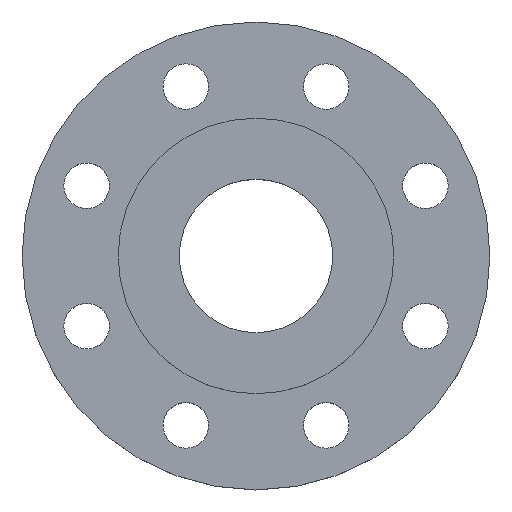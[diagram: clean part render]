
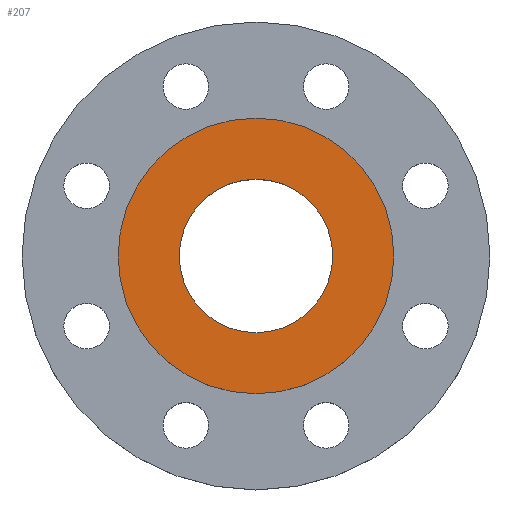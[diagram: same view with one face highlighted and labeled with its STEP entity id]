
A CAD part, top view. The second image highlights one B-rep face of the part: STEP entity #207.
In plain terms, the highlighted planar face has unit normal (0, 0, 1).
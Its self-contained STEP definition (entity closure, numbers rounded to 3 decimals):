
#1 = EDGE_CURVE ( 'NONE', #837, #643, #898, .T. ) ;
#32 = FACE_BOUND ( 'NONE', #682, .T. ) ;
#138 = CIRCLE ( 'NONE', #149, 54.5 ) ;
#149 = AXIS2_PLACEMENT_3D ( 'NONE', #988, #989, #990 ) ;
#156 = EDGE_CURVE ( 'NONE', #643, #837, #138, .T. ) ;
#165 = EDGE_CURVE ( 'NONE', #830, #760, #171, .T. ) ;
#171 = CIRCLE ( 'NONE', #172, 30.335 ) ;
#172 = AXIS2_PLACEMENT_3D ( 'NONE', #996, #997, #998 ) ;
#187 = CARTESIAN_POINT ( 'NONE',  ( 54.5, 0., 0. ) ) ;
#193 = CARTESIAN_POINT ( 'NONE',  ( -30.335, 0., 0. ) ) ;
#207 = ADVANCED_FACE ( 'NONE', ( #32, #335 ), #544, .T. ) ;
#240 = CARTESIAN_POINT ( 'NONE',  ( 0., 0., 0. ) ) ;
#262 = CARTESIAN_POINT ( 'NONE',  ( 30.335, 0., 0. ) ) ;
#267 = DIRECTION ( 'NONE',  ( 1., 0., 0. ) ) ;
#284 = DIRECTION ( 'NONE',  ( 1., 0., 0. ) ) ;
#286 = DIRECTION ( 'NONE',  ( 0., 0., 1. ) ) ;
#287 = CARTESIAN_POINT ( 'NONE',  ( 0., 0., 0. ) ) ;
#331 = CARTESIAN_POINT ( 'NONE',  ( -54.5, 0., 0. ) ) ;
#335 = FACE_OUTER_BOUND ( 'NONE', #851, .T. ) ;
#362 = CIRCLE ( 'NONE', #372, 30.335 ) ;
#372 = AXIS2_PLACEMENT_3D ( 'NONE', #287, #286, #284 ) ;
#386 = DIRECTION ( 'NONE',  ( 0., 0., 1. ) ) ;
#544 = PLANE ( 'NONE',  #638 ) ;
#638 = AXIS2_PLACEMENT_3D ( 'NONE', #240, #386, #267 ) ;
#643 = VERTEX_POINT ( 'NONE', #331 ) ;
#682 = EDGE_LOOP ( 'NONE', ( #726, #728 ) ) ;
#722 = EDGE_CURVE ( 'NONE', #760, #830, #362, .T. ) ;
#726 = ORIENTED_EDGE ( 'NONE', *, *, #722, .F. ) ;
#728 = ORIENTED_EDGE ( 'NONE', *, *, #165, .F. ) ;
#729 = ORIENTED_EDGE ( 'NONE', *, *, #156, .F. ) ;
#732 = ORIENTED_EDGE ( 'NONE', *, *, #1, .F. ) ;
#760 = VERTEX_POINT ( 'NONE', #262 ) ;
#830 = VERTEX_POINT ( 'NONE', #193 ) ;
#837 = VERTEX_POINT ( 'NONE', #187 ) ;
#851 = EDGE_LOOP ( 'NONE', ( #729, #732 ) ) ;
#853 = CARTESIAN_POINT ( 'NONE',  ( 0., 0., 0. ) ) ;
#855 = DIRECTION ( 'NONE',  ( 0., 0., -1. ) ) ;
#856 = DIRECTION ( 'NONE',  ( -1., 0., 0. ) ) ;
#882 = AXIS2_PLACEMENT_3D ( 'NONE', #853, #855, #856 ) ;
#898 = CIRCLE ( 'NONE', #882, 54.5 ) ;
#988 = CARTESIAN_POINT ( 'NONE',  ( 0., 0., 0. ) ) ;
#989 = DIRECTION ( 'NONE',  ( 0., 0., -1. ) ) ;
#990 = DIRECTION ( 'NONE',  ( -1., 0., 0. ) ) ;
#996 = CARTESIAN_POINT ( 'NONE',  ( 0., 0., 0. ) ) ;
#997 = DIRECTION ( 'NONE',  ( 0., 0., 1. ) ) ;
#998 = DIRECTION ( 'NONE',  ( 1., 0., 0. ) ) ;
